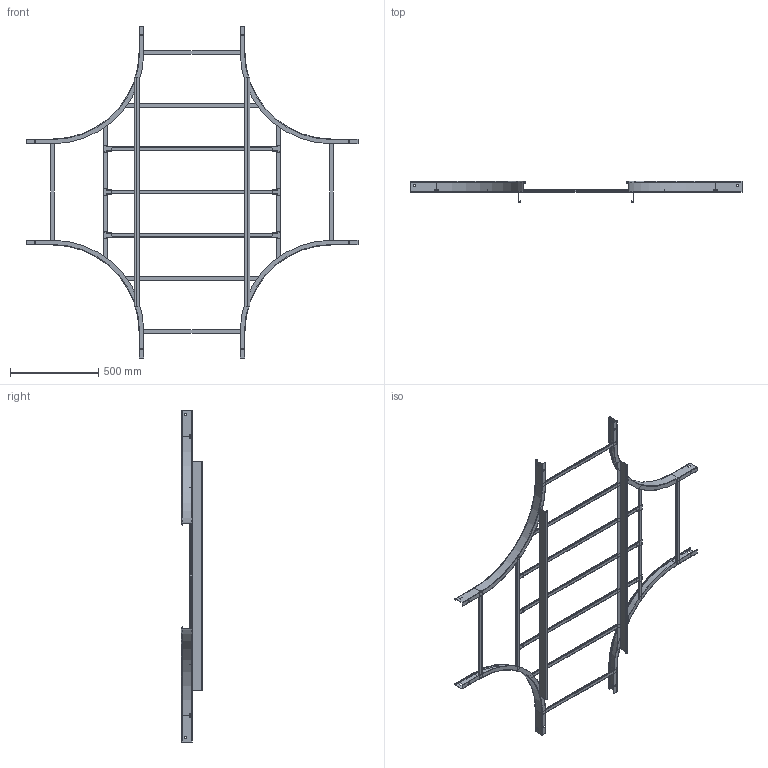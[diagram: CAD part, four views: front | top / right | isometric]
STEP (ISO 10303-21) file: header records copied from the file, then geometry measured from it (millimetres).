
FILE_DESCRIPTION((''),'2;1');
FILE_NAME('6214061_ASM','2013-01-08T',('AndreasKeweloh'),(''),'PRO/ENGINEER BY PARAMETRIC TECHNOLOGY CORPORATION, 2012230','PRO/ENGINEER BY PARAMETRIC TECHNOLOGY CORPORATION, 2012230','');
FILE_SCHEMA(('CONFIG_CONTROL_DESIGN'));
Length unit declared in the file: millimetre
Products named in the file (7): 6214029INNENHOLM; 6214061ST_S_TZHOLM; 6214061_SPR_1; 6214061_SPR_2; 6214061_SPR_3; 6214061AUFLAGEBLECH; 6214061_ASM
Assembly tree (23 placements, depth 2):
  6214061_ASM
    6214029INNENHOLM  x4
    6214061ST_S_TZHOLM  x2
    6214061_SPR_1  x4
    6214061_SPR_2  x4
    6214061_SPR_3  x3
    6214061AUFLAGEBLECH  x6
Bounding box: 1880 x 120 x 1880 mm (x, y, z)
Volume: 1500940.2 mm3; surface area: 2174338.2 mm2
Topology: 23 solids, 23 shells, 796 faces, 2190 edges, 1440 vertices
Faces by surface type: plane 442, cylinder 296, bspline 42, torus 16
Entity records: 6595 total; most frequent: CARTESIAN_POINT 1403, DIRECTION 1079, ORIENTED_EDGE 1034, EDGE_CURVE 517, AXIS2_PLACEMENT_3D 360, VECTOR 359, LINE 359, VERTEX_POINT 340
